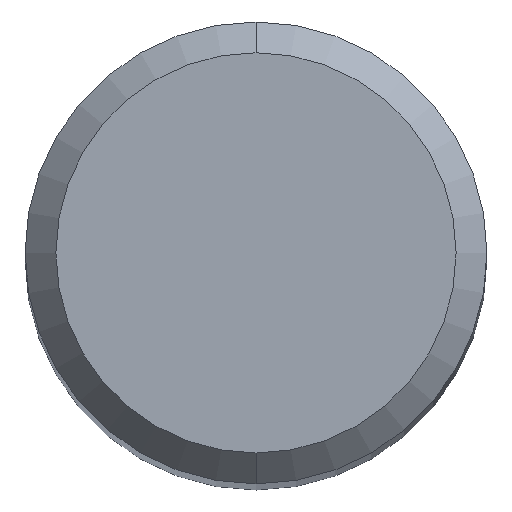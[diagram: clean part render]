
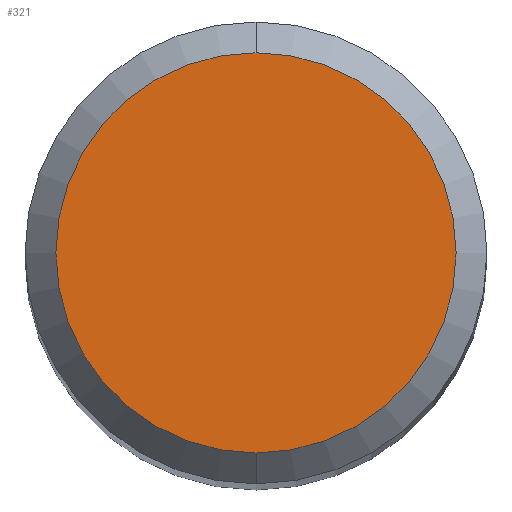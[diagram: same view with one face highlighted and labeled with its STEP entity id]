
A CAD part, top view. The second image highlights one B-rep face of the part: STEP entity #321.
In plain terms, the highlighted planar face has unit normal (0, 0, 1).
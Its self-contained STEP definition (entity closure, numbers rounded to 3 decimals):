
#321=ADVANCED_FACE('',(#659),#660,.T.);
#349=VERTEX_POINT('',#692);
#389=EDGE_CURVE('',#349,#399,#735,.T.);
#399=VERTEX_POINT('',#745);
#463=EDGE_CURVE('',#399,#349,#815,.T.);
#659=FACE_OUTER_BOUND('',#1104,.T.);
#660=PLANE('',#1105);
#692=CARTESIAN_POINT('',(0.,-2.6,0.0));
#735=CIRCLE('',#1293,2.6);
#745=CARTESIAN_POINT('',(0.0,2.6,0.0));
#815=CIRCLE('',#1430,2.6);
#1104=EDGE_LOOP('',(#1701,#1702));
#1105=AXIS2_PLACEMENT_3D('',#1703,#1704,#1705);
#1293=AXIS2_PLACEMENT_3D('',#1782,#1783,#1784);
#1430=AXIS2_PLACEMENT_3D('',#1859,#1860,#1861);
#1701=ORIENTED_EDGE('',*,*,#463,.F.);
#1702=ORIENTED_EDGE('',*,*,#389,.F.);
#1703=CARTESIAN_POINT('',(0.0,1.3,0.0));
#1704=DIRECTION('',(-0.0,0.0,1.0));
#1705=DIRECTION('',(0.0,-1.0,0.0));
#1782=CARTESIAN_POINT('',(0.0,0.0,0.0));
#1783=DIRECTION('',(0.0,0.0,-1.0));
#1784=DIRECTION('',(0.0,1.0,0.0));
#1859=CARTESIAN_POINT('',(0.0,0.0,0.0));
#1860=DIRECTION('',(0.0,0.0,-1.0));
#1861=DIRECTION('',(0.0,1.0,0.0));
